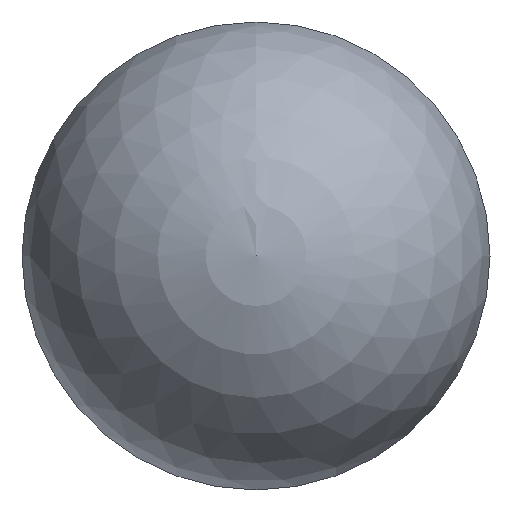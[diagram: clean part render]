
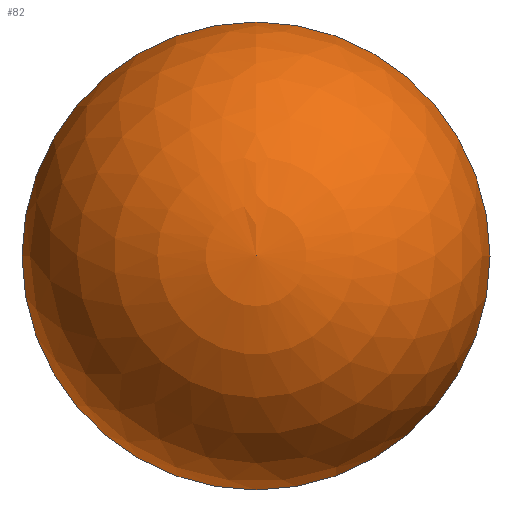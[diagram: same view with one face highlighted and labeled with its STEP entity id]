
A CAD part, top view. The second image highlights one B-rep face of the part: STEP entity #82.
In plain terms, the highlighted spherical face has radius 11 mm.
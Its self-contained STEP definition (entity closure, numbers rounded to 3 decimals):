
#82 = ADVANCED_FACE( '', ( #105 ), #106, .T. );
#105 = FACE_OUTER_BOUND( '', #128, .T. );
#106 = SPHERICAL_SURFACE( '', #129, 11. );
#128 = EDGE_LOOP( '', ( #165 ) );
#129 = AXIS2_PLACEMENT_3D( '', #166, #167, #168 );
#165 = ORIENTED_EDGE( '', *, *, #176, .T. );
#166 = CARTESIAN_POINT( '', ( 0., 0., 29. ) );
#167 = DIRECTION( '', ( 0., 0., 1. ) );
#168 = DIRECTION( '', ( 0., 1., 0. ) );
#176 = EDGE_CURVE( '', #189, #189, #190, .T. );
#189 = VERTEX_POINT( '', #203 );
#190 = CIRCLE( '', #204, 10.986 );
#203 = CARTESIAN_POINT( '', ( 10.986, 0., 29.546 ) );
#204 = AXIS2_PLACEMENT_3D( '', #223, #224, #225 );
#223 = CARTESIAN_POINT( '', ( 0., 0., 29.546 ) );
#224 = DIRECTION( '', ( 0., 0., 1. ) );
#225 = DIRECTION( '', ( 1., 0., 0. ) );
